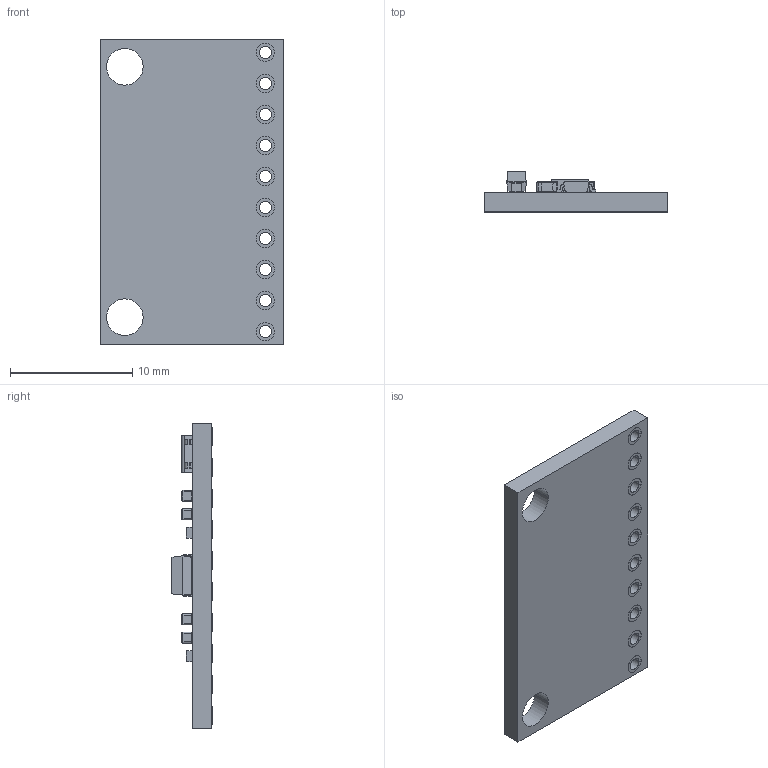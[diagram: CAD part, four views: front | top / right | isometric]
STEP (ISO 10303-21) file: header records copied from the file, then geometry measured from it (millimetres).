
FILE_DESCRIPTION (( 'STEP AP203' ), '1' );
FILE_NAME ('MPU_9250.STEP', '2024-02-20T12:27:51', ( '' ), ( '' ), 'SwSTEP 2.0', 'SolidWorks 2022', '' );
FILE_SCHEMA (( 'CONFIG_CONTROL_DESIGN' ));
Length unit declared in the file: millimetre
Products named in the file (10): tantalum 10uF.stp.STEP; MPU_9250.stp.STEP; MPU-9250_1.stp.STEP; MPU_9250; CAPC-0603-T0.9-BN.stp.STEP; board.stp.STEP; hole_plating.stp.STEP; RESC-0603.stp.STEP; SOT23_5.stp.STEP; MPU_9250.STEP
Assembly tree (36 placements, depth 4):
  MPU_9250
    MPU_9250.STEP
      MPU_9250.stp.STEP
        board.stp.STEP
        hole_plating.stp.STEP  x20
        MPU-9250_1.stp.STEP
        tantalum 10uF.stp.STEP
        SOT23_5.stp.STEP
        RESC-0603.stp.STEP  x5
        CAPC-0603-T0.9-BN.stp.STEP  x5
Bounding box: 15 x 3.28 x 25 mm (x, y, z)
Volume: 579.8 mm3; surface area: 1119.2 mm2
Topology: 43 solids, 55 shells, 901 faces, 2488 edges, 1647 vertices
Faces by surface type: plane 546, cylinder 262, bspline 53, sphere 40
Entity records: 17552 total; most frequent: CARTESIAN_POINT 4824, ORIENTED_EDGE 2508, DIRECTION 1766, EDGE_CURVE 1332, VERTEX_POINT 919, VECTOR 638, LINE 638, AXIS2_PLACEMENT_3D 564
